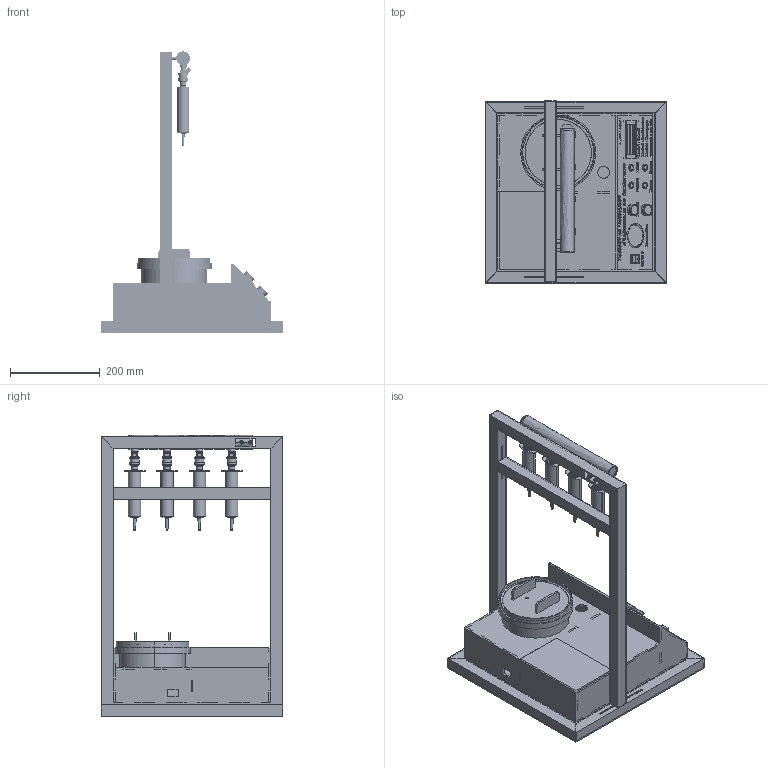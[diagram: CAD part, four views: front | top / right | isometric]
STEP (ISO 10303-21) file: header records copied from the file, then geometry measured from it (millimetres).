
FILE_DESCRIPTION(('FreeCAD Model'),'2;1');
FILE_NAME('Open CASCADE Shape Model','2025-05-04T15:32:35',('FreeCAD'),( 'FreeCAD'),'Open CASCADE STEP processor 7.6','FreeCAD','Unknown');
FILE_SCHEMA(('AUTOMOTIVE_DESIGN { 1 0 10303 214 1 1 1 1 }'));
Products named in the file (1): Open CASCADE STEP translator 7.6 1
Bounding box: 403.59 x 403.59 x 625.13 mm (x, y, z)
Volume: 3072009.8 mm3; surface area: 2227233.2 mm2
Topology: 85 solids, 85 shells, 7112 faces, 18646 edges, 12207 vertices
Faces by surface type: bspline 7112
Entity records: 280425 total; most frequent: CARTESIAN_POINT 168277, ORIENTED_EDGE 37104, EDGE_CURVE 18552, B_SPLINE_CURVE_WITH_KNOTS 15476, VERTEX_POINT 12182, FACE_BOUND 8014, EDGE_LOOP 8014, ADVANCED_FACE 7096
